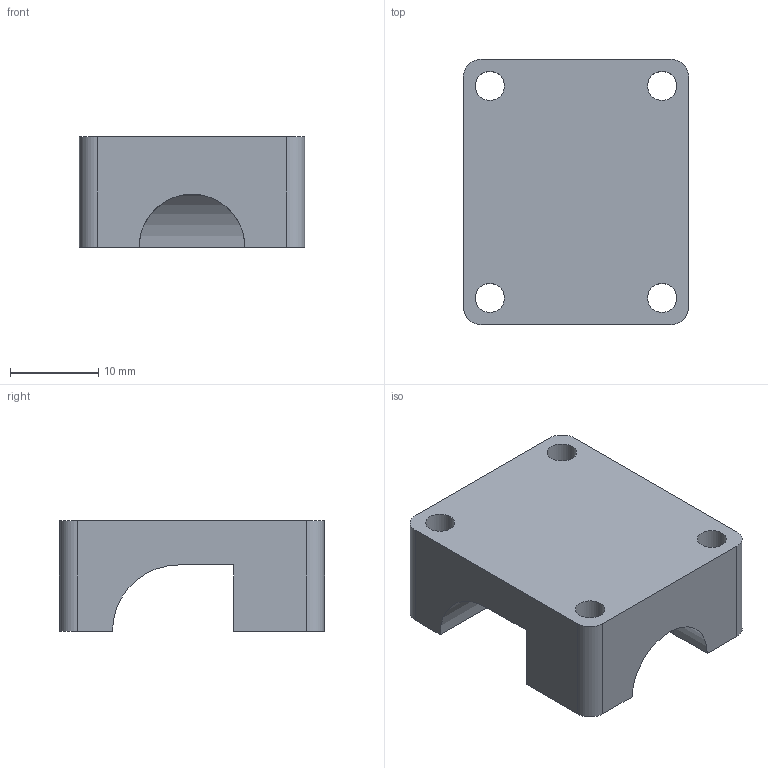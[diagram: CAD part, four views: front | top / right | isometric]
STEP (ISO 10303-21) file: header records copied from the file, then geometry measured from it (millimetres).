
FILE_DESCRIPTION(/* description */ (''),/* implementation_level */ '2;1');
FILE_NAME(/* name */ 'injector mount(Mirror).step',/* time_stamp */ '2017-10-30T14:22:10+09:00',/* author */ (''),/* organization */ (''),/* preprocessor_version */ 'ST-DEVELOPER v16.13',/* originating_system */ 'Autodesk Translation Framework v6.5.0.72',/* authorisation */ '');
FILE_SCHEMA (('AUTOMOTIVE_DESIGN { 1 0 10303 214 3 1 1 }'));
Length unit declared in the file: millimetre
Products named in the file (1): injector mount(Mirror)
Bounding box: 25.5 x 30 x 12.5 mm (x, y, z)
Volume: 5988.6 mm3; surface area: 3364.8 mm2
Topology: 1 solids, 1 shells, 26 faces, 73 edges, 49 vertices
Faces by surface type: cylinder 13, plane 11, bspline 2
Full cylindrical faces by diameter (mm): 3.3 x4
Entity records: 1030 total; most frequent: CARTESIAN_POINT 287, ORIENTED_EDGE 146, DIRECTION 146, EDGE_CURVE 73, AXIS2_PLACEMENT_3D 54, VERTEX_POINT 49, LINE 38, VECTOR 38
